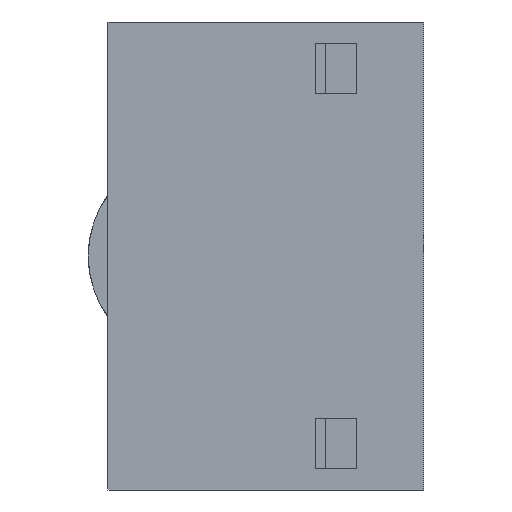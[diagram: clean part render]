
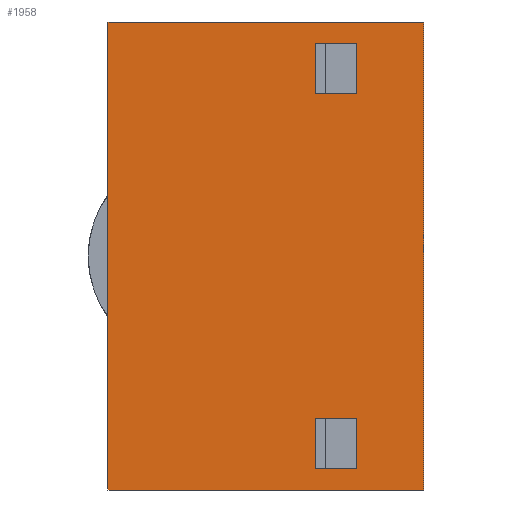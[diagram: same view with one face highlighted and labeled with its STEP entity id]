
A CAD part, left-side view. The second image highlights one B-rep face of the part: STEP entity #1958.
In plain terms, the highlighted planar face has unit normal (-1, 0, 0).
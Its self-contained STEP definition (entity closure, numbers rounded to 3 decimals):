
#192=ORIENTED_EDGE('',*,*,#718,.T.);
#193=ORIENTED_EDGE('',*,*,#700,.T.);
#194=ORIENTED_EDGE('',*,*,#719,.T.);
#195=ORIENTED_EDGE('',*,*,#720,.T.);
#196=ORIENTED_EDGE('',*,*,#721,.T.);
#197=ORIENTED_EDGE('',*,*,#722,.F.);
#198=ORIENTED_EDGE('',*,*,#723,.F.);
#199=ORIENTED_EDGE('',*,*,#724,.T.);
#200=ORIENTED_EDGE('',*,*,#725,.T.);
#201=ORIENTED_EDGE('',*,*,#704,.T.);
#202=ORIENTED_EDGE('',*,*,#726,.T.);
#203=ORIENTED_EDGE('',*,*,#727,.T.);
#700=EDGE_CURVE('',#962,#964,#1158,.T.);
#704=EDGE_CURVE('',#966,#968,#1162,.T.);
#718=EDGE_CURVE('',#980,#962,#1167,.T.);
#719=EDGE_CURVE('',#964,#981,#1168,.T.);
#720=EDGE_CURVE('',#981,#980,#1169,.T.);
#721=EDGE_CURVE('',#982,#983,#1170,.T.);
#722=EDGE_CURVE('',#984,#983,#1171,.T.);
#723=EDGE_CURVE('',#985,#984,#1172,.T.);
#724=EDGE_CURVE('',#985,#982,#1173,.T.);
#725=EDGE_CURVE('',#986,#966,#1174,.T.);
#726=EDGE_CURVE('',#968,#987,#1175,.T.);
#727=EDGE_CURVE('',#987,#986,#1176,.T.);
#962=VERTEX_POINT('',#2934);
#964=VERTEX_POINT('',#2938);
#966=VERTEX_POINT('',#2943);
#968=VERTEX_POINT('',#2947);
#980=VERTEX_POINT('',#2988);
#981=VERTEX_POINT('',#2990);
#982=VERTEX_POINT('',#2993);
#983=VERTEX_POINT('',#2994);
#984=VERTEX_POINT('',#2996);
#985=VERTEX_POINT('',#2998);
#986=VERTEX_POINT('',#3001);
#987=VERTEX_POINT('',#3003);
#1158=LINE('',#2939,#1334);
#1162=LINE('',#2948,#1338);
#1167=LINE('',#2987,#1343);
#1168=LINE('',#2989,#1344);
#1169=LINE('',#2991,#1345);
#1170=LINE('',#2992,#1346);
#1171=LINE('',#2995,#1347);
#1172=LINE('',#2997,#1348);
#1173=LINE('',#2999,#1349);
#1174=LINE('',#3000,#1350);
#1175=LINE('',#3002,#1351);
#1176=LINE('',#3004,#1352);
#1334=VECTOR('',#2324,1000.);
#1338=VECTOR('',#2330,1000.);
#1343=VECTOR('',#2357,1000.);
#1344=VECTOR('',#2358,1000.);
#1345=VECTOR('',#2359,1000.);
#1346=VECTOR('',#2360,1000.);
#1347=VECTOR('',#2361,1000.);
#1348=VECTOR('',#2362,1000.);
#1349=VECTOR('',#2363,1000.);
#1350=VECTOR('',#2364,1000.);
#1351=VECTOR('',#2365,1000.);
#1352=VECTOR('',#2366,1000.);
#1502=EDGE_LOOP('',(#192,#193,#194,#195));
#1503=EDGE_LOOP('',(#196,#197,#198,#199));
#1504=EDGE_LOOP('',(#200,#201,#202,#203));
#1692=FACE_BOUND('',#1502,.T.);
#1693=FACE_BOUND('',#1503,.T.);
#1694=FACE_BOUND('',#1504,.T.);
#1878=PLANE('',#2104);
#1958=ADVANCED_FACE('',(#1692,#1693,#1694),#1878,.F.);
#2104=AXIS2_PLACEMENT_3D('',#2986,#2355,#2356);
#2324=DIRECTION('',(0.,0.,-1.));
#2330=DIRECTION('',(0.,0.,-1.));
#2355=DIRECTION('',(1.,0.,0.));
#2356=DIRECTION('',(0.,0.,-1.));
#2357=DIRECTION('',(0.,-1.,0.));
#2358=DIRECTION('',(0.,1.,0.));
#2359=DIRECTION('',(0.,0.,1.));
#2360=DIRECTION('',(0.,-1.,0.));
#2361=DIRECTION('',(0.,0.,-1.));
#2362=DIRECTION('',(0.,-1.,0.));
#2363=DIRECTION('',(0.,0.,-1.));
#2364=DIRECTION('',(0.,-1.,0.));
#2365=DIRECTION('',(0.,1.,0.));
#2366=DIRECTION('',(0.,0.,1.));
#2934=CARTESIAN_POINT('',(-53.65,7.2,-17.35));
#2938=CARTESIAN_POINT('',(-53.65,7.2,-22.75));
#2939=CARTESIAN_POINT('',(-53.65,7.2,-17.35));
#2943=CARTESIAN_POINT('',(-53.65,7.2,22.75));
#2947=CARTESIAN_POINT('',(-53.65,7.2,17.35));
#2948=CARTESIAN_POINT('',(-53.65,7.2,22.75));
#2986=CARTESIAN_POINT('',(-53.65,33.8,25.05));
#2987=CARTESIAN_POINT('',(-53.65,11.6,-17.35));
#2988=CARTESIAN_POINT('',(-53.65,11.6,-17.35));
#2989=CARTESIAN_POINT('',(-53.65,7.2,-22.75));
#2990=CARTESIAN_POINT('',(-53.65,11.6,-22.75));
#2991=CARTESIAN_POINT('',(-53.65,11.6,-22.75));
#2992=CARTESIAN_POINT('',(-53.65,33.8,-25.05));
#2993=CARTESIAN_POINT('',(-53.65,33.8,-25.05));
#2994=CARTESIAN_POINT('',(-53.65,0.,-25.05));
#2995=CARTESIAN_POINT('',(-53.65,0.,25.05));
#2996=CARTESIAN_POINT('',(-53.65,0.,25.05));
#2997=CARTESIAN_POINT('',(-53.65,33.8,25.05));
#2998=CARTESIAN_POINT('',(-53.65,33.8,25.05));
#2999=CARTESIAN_POINT('',(-53.65,33.8,25.05));
#3000=CARTESIAN_POINT('',(-53.65,11.6,22.75));
#3001=CARTESIAN_POINT('',(-53.65,11.6,22.75));
#3002=CARTESIAN_POINT('',(-53.65,7.2,17.35));
#3003=CARTESIAN_POINT('',(-53.65,11.6,17.35));
#3004=CARTESIAN_POINT('',(-53.65,11.6,17.35));
